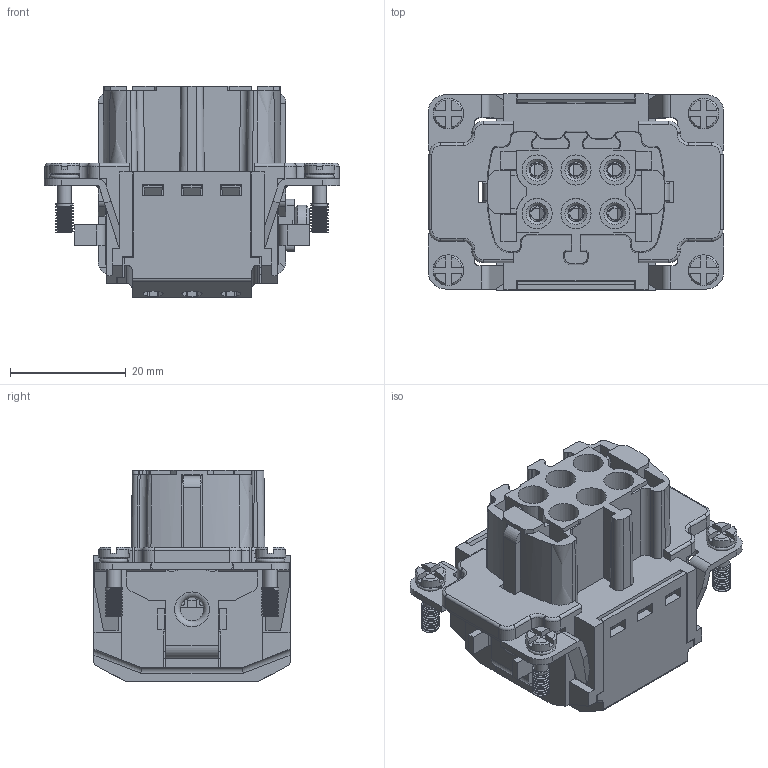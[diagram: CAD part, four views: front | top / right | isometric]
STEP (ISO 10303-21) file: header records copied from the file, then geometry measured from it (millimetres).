
FILE_DESCRIPTION(/* description */ (''),/* implementation_level */ '2;1');
FILE_NAME(/* name */ 'HE-006-FZ.stp',/* time_stamp */ '2023-09-18T16:10:13+08:00',/* author */ (''),/* organization */ (''),/* preprocessor_version */ 'ST-DEVELOPER v16',/* originating_system */ 'SIEMENS PLM Software NX 10.0',/* authorisation */ '');
FILE_SCHEMA (('AUTOMOTIVE_DESIGN { 1 0 10303 214 3 1 1 1 }'));
Products named in the file (1): Admi16F8F3C4ytw0
Bounding box: 51 x 33.8 x 36.5 mm (x, y, z)
Volume: 20069.3 mm3; surface area: 30176.9 mm2
Topology: 1 solids, 1 shells, 2866 faces, 8574 edges, 5571 vertices
Faces by surface type: plane 1969, cylinder 613, cone 123, bspline 99, torus 44, extrusion 18
Full cylindrical faces by diameter (mm): 2.4 x4, 2.5 x4, 2.8 x6, 3 x36, 4 x2, 5.2 x6, 5.3 x4, 7 x1
Entity records: 112349 total; most frequent: CARTESIAN_POINT 37617, ORIENTED_EDGE 16768, DIRECTION 14065, EDGE_CURVE 8384, VECTOR 5977, LINE 5959, VERTEX_POINT 5470, AXIS2_PLACEMENT_3D 4044
